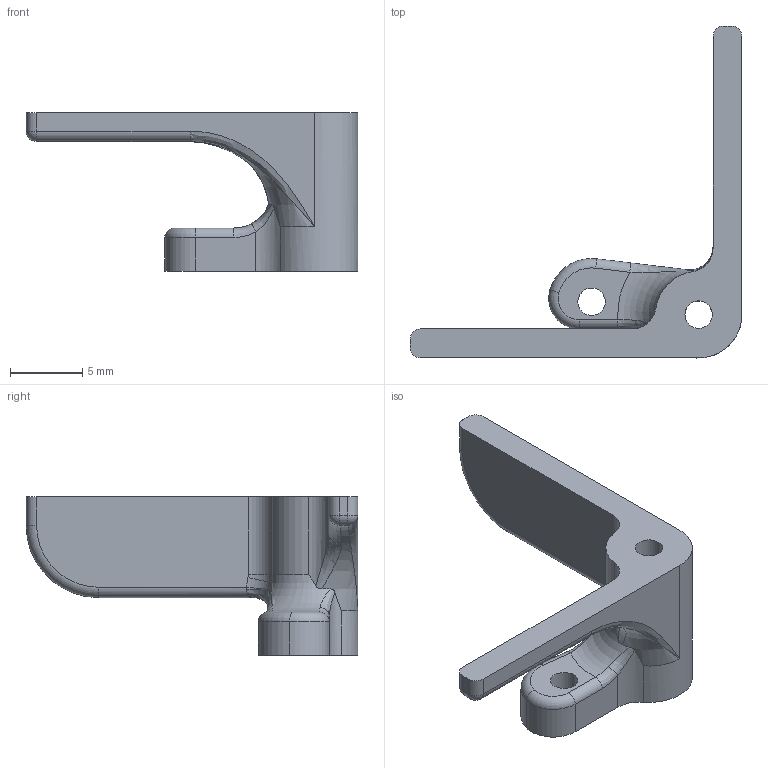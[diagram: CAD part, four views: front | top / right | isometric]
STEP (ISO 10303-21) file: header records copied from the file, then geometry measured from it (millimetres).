
FILE_DESCRIPTION( ( '' ), ' ' );
FILE_NAME( '5ef257d784b37010ba19d71e.step', '2020-06-23T19:28:24', ( '' ), ( '' ), ' ', ' ', ' ' );
FILE_SCHEMA( ( 'AUTOMOTIVE_DESIGN { 1 0 10303 214 1 1 1 1 }' ) );
Length unit declared in the file: metre
Products named in the file (1): controller_mount_1
Bounding box: 23 x 23 x 11 mm (x, y, z)
Volume: 712.7 mm3; surface area: 865 mm2
Topology: 1 solids, 1 shells, 55 faces, 135 edges, 78 vertices
Faces by surface type: cylinder 21, plane 13, bspline 12, torus 7, sphere 2
Full cylindrical faces by diameter (mm): 1.9 x2
Entity records: 3450 total; most frequent: CARTESIAN_POINT 1779, ORIENTED_EDGE 258, DIRECTION 250, EDGE_CURVE 129, AXIS2_PLACEMENT_3D 103, VERTEX_POINT 78, EDGE_LOOP 61, FACE_OUTER_BOUND 57
